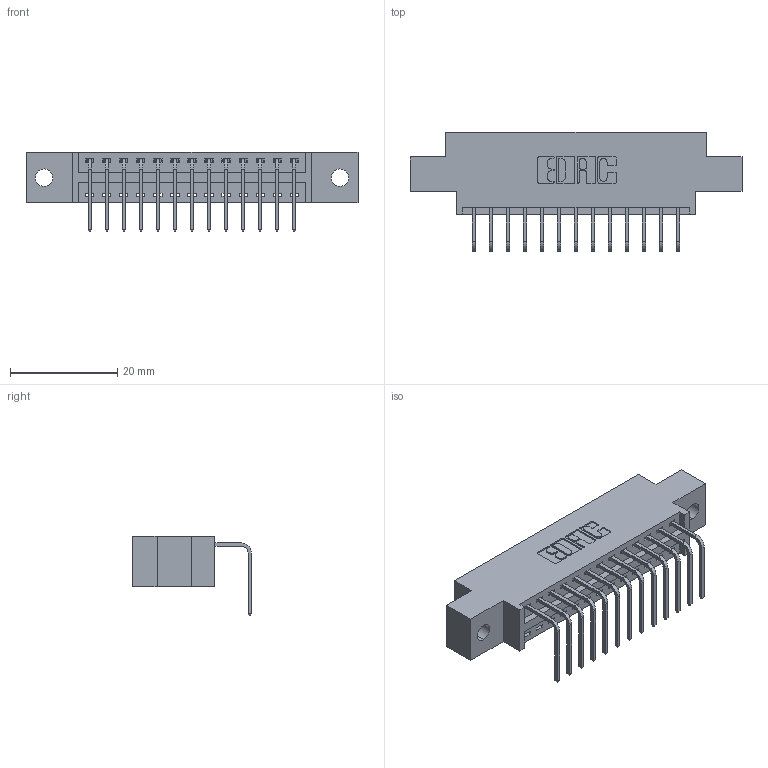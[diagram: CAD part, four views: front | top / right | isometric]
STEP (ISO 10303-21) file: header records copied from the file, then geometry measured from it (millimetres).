
FILE_DESCRIPTION (( 'STEP AP203' ), '1' );
FILE_NAME ('396-013-558-602.STEP', '2018-08-31T08:36:04', ( '' ), ( '' ), 'SwSTEP 2.0', 'SolidWorks 2016', '' );
FILE_SCHEMA (( 'CONFIG_CONTROL_DESIGN' ));
Length unit declared in the file: inch
Products named in the file (3): 345-292-001_558 Tail - 2; 396-013-558-602; 346 Part_0.170 Offset - 0.128 Dia
Assembly tree (14 placements, depth 2):
  396-013-558-602
    346 Part_0.170 Offset - 0.128 Dia
    345-292-001_558 Tail - 2  x13
Bounding box: 61.85 x 22.16 x 14.73 mm (x, y, z)
Volume: 5572.5 mm3; surface area: 6799.5 mm2
Topology: 14 solids, 14 shells, 906 faces, 2707 edges, 1786 vertices
Faces by surface type: plane 626, cylinder 280
Entity records: 12191 total; most frequent: CARTESIAN_POINT 2107, ORIENTED_EDGE 2054, DIRECTION 1893, EDGE_CURVE 1027, VECTOR 843, LINE 843, VERTEX_POINT 682, AXIS2_PLACEMENT_3D 525
